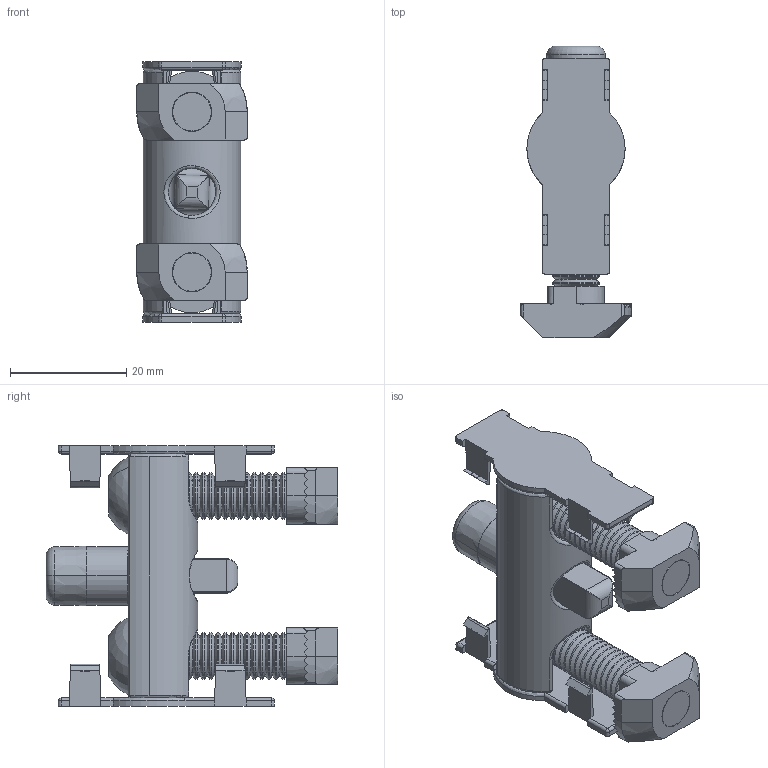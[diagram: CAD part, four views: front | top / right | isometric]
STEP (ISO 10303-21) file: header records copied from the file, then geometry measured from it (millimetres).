
FILE_DESCRIPTION(/* description */ ('KriTec Bolzenverbinder 10 D17x45'),/* implementation_level */ '2;1');
FILE_NAME(/* name */ '81002_KriTec_Bolzenverbinder_10_D17x45_inkl_Befestigungssatz.stp',/* time_stamp */ '2020-04-16T13:40:00+02:00',/* author */ ('Nell'),/* organization */ (''),/* preprocessor_version */ 'ST-DEVELOPER v17',/* originating_system */ 'Autodesk Inventor 2018',/* authorisation */ '');
FILE_SCHEMA (('AUTOMOTIVE_DESIGN { 1 0 10303 214 3 1 1 }'));
Length unit declared in the file: millimetre
Products named in the file (6): 81002; 81002_Grundkörper; 81002_Schraube; 81002_Fixierbolzen; 81002_Schraubenabdeckung; 81002_Hammermutter
Assembly tree (8 placements, depth 2):
  81002
    81002_Grundkörper
    81002_Schraube  x2
    81002_Fixierbolzen
    81002_Schraubenabdeckung  x2
    81002_Hammermutter  x2
Bounding box: 19 x 50.2 x 44.8 mm (x, y, z)
Volume: 12895.6 mm3; surface area: 11381.5 mm2
Topology: 8 solids, 8 shells, 931 faces, 2407 edges, 1471 vertices
Faces by surface type: plane 310, cylinder 303, cone 222, sphere 40, torus 28, bspline 28
Entity records: 17784 total; most frequent: CARTESIAN_POINT 4803, DIRECTION 2772, ORIENTED_EDGE 2686, EDGE_CURVE 1343, AXIS2_PLACEMENT_3D 1050, VERTEX_POINT 822, LINE 672, VECTOR 672
